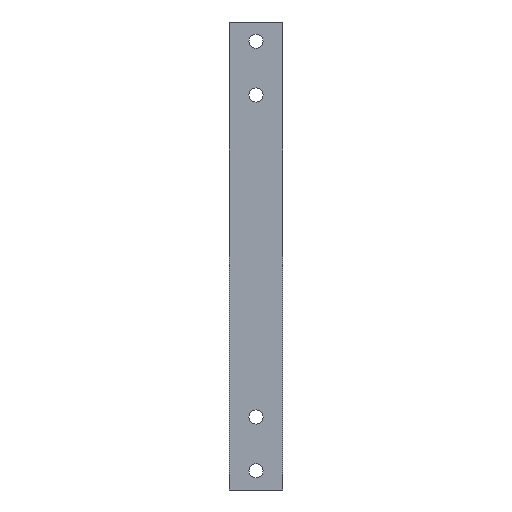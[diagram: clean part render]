
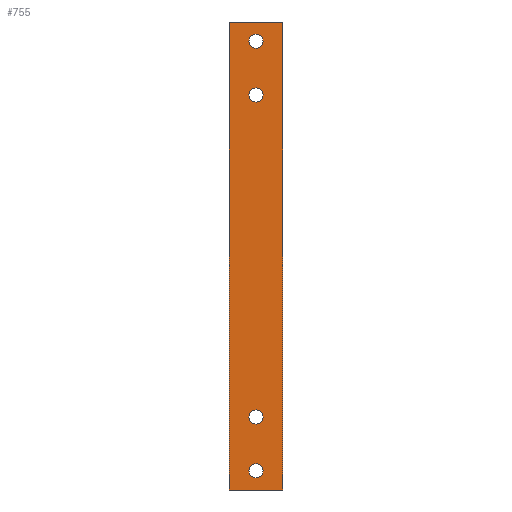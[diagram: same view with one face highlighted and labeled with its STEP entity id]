
A CAD part, front view. The second image highlights one B-rep face of the part: STEP entity #755.
In plain terms, the highlighted planar face has unit normal (0, -1, 0).
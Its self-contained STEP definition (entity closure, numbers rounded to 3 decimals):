
#31=FACE_BOUND('',#138,.T.);
#32=FACE_BOUND('',#139,.T.);
#33=FACE_BOUND('',#140,.T.);
#34=FACE_BOUND('',#141,.T.);
#57=PLANE('',#863);
#89=FACE_OUTER_BOUND('',#137,.T.);
#137=EDGE_LOOP('',(#669,#670,#671,#672));
#138=EDGE_LOOP('',(#673));
#139=EDGE_LOOP('',(#674));
#140=EDGE_LOOP('',(#675));
#141=EDGE_LOOP('',(#676));
#193=LINE('',#1286,#243);
#197=LINE('',#1293,#247);
#200=LINE('',#1298,#250);
#204=LINE('',#1305,#254);
#243=VECTOR('',#1069,10.);
#247=VECTOR('',#1075,10.);
#250=VECTOR('',#1080,10.);
#254=VECTOR('',#1088,10.);
#299=CIRCLE('',#840,3.3);
#302=CIRCLE('',#844,3.3);
#305=CIRCLE('',#848,3.3);
#306=CIRCLE('',#850,3.3);
#367=VERTEX_POINT('',#1241);
#370=VERTEX_POINT('',#1249);
#373=VERTEX_POINT('',#1257);
#374=VERTEX_POINT('',#1261);
#381=VERTEX_POINT('',#1283);
#382=VERTEX_POINT('',#1285);
#383=VERTEX_POINT('',#1289);
#384=VERTEX_POINT('',#1291);
#460=EDGE_CURVE('',#367,#367,#299,.T.);
#464=EDGE_CURVE('',#370,#370,#302,.T.);
#468=EDGE_CURVE('',#373,#373,#305,.T.);
#470=EDGE_CURVE('',#374,#374,#306,.T.);
#481=EDGE_CURVE('',#381,#382,#193,.T.);
#485=EDGE_CURVE('',#384,#383,#197,.T.);
#488=EDGE_CURVE('',#382,#384,#200,.T.);
#492=EDGE_CURVE('',#383,#381,#204,.T.);
#669=ORIENTED_EDGE('',*,*,#492,.F.);
#670=ORIENTED_EDGE('',*,*,#485,.F.);
#671=ORIENTED_EDGE('',*,*,#488,.F.);
#672=ORIENTED_EDGE('',*,*,#481,.F.);
#673=ORIENTED_EDGE('',*,*,#460,.T.);
#674=ORIENTED_EDGE('',*,*,#464,.T.);
#675=ORIENTED_EDGE('',*,*,#468,.T.);
#676=ORIENTED_EDGE('',*,*,#470,.T.);
#755=ADVANCED_FACE('',(#89,#31,#32,#33,#34),#57,.T.);
#840=AXIS2_PLACEMENT_3D('',#1243,#1022,#1023);
#844=AXIS2_PLACEMENT_3D('',#1251,#1031,#1032);
#848=AXIS2_PLACEMENT_3D('',#1259,#1040,#1041);
#850=AXIS2_PLACEMENT_3D('',#1263,#1045,#1046);
#863=AXIS2_PLACEMENT_3D('',#1306,#1089,#1090);
#1022=DIRECTION('center_axis',(0.,1.,0.));
#1023=DIRECTION('ref_axis',(1.,0.,0.));
#1031=DIRECTION('center_axis',(0.,1.,0.));
#1032=DIRECTION('ref_axis',(1.,0.,0.));
#1040=DIRECTION('center_axis',(0.,1.,0.));
#1041=DIRECTION('ref_axis',(1.,0.,0.));
#1045=DIRECTION('center_axis',(0.,1.,0.));
#1046=DIRECTION('ref_axis',(1.,0.,0.));
#1069=DIRECTION('',(1.,0.,0.));
#1075=DIRECTION('',(-1.,0.,0.));
#1080=DIRECTION('',(0.,0.,-1.));
#1088=DIRECTION('',(0.,0.,1.));
#1089=DIRECTION('center_axis',(0.,-1.,0.));
#1090=DIRECTION('ref_axis',(-1.,0.,0.));
#1241=CARTESIAN_POINT('',(9.2,0.,70.));
#1243=CARTESIAN_POINT('Origin',(12.5,0.,70.));
#1249=CARTESIAN_POINT('',(9.2,0.,-80.));
#1251=CARTESIAN_POINT('Origin',(12.5,0.,-80.));
#1257=CARTESIAN_POINT('',(9.2,0.,-105.));
#1259=CARTESIAN_POINT('Origin',(12.5,0.,-105.));
#1261=CARTESIAN_POINT('',(9.2,0.,95.));
#1263=CARTESIAN_POINT('Origin',(12.5,0.,95.));
#1283=CARTESIAN_POINT('',(0.,0.,104.));
#1285=CARTESIAN_POINT('',(25.,0.,104.));
#1286=CARTESIAN_POINT('',(25.,0.,104.));
#1289=CARTESIAN_POINT('',(0.,0.,-114.));
#1291=CARTESIAN_POINT('',(25.,0.,-114.));
#1293=CARTESIAN_POINT('',(25.,0.,-114.));
#1298=CARTESIAN_POINT('',(25.,0.,0.));
#1305=CARTESIAN_POINT('',(0.,0.,-10.));
#1306=CARTESIAN_POINT('Origin',(25.,0.,0.));
